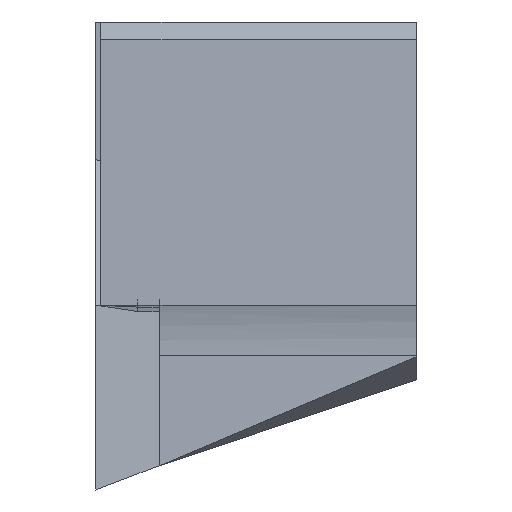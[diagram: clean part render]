
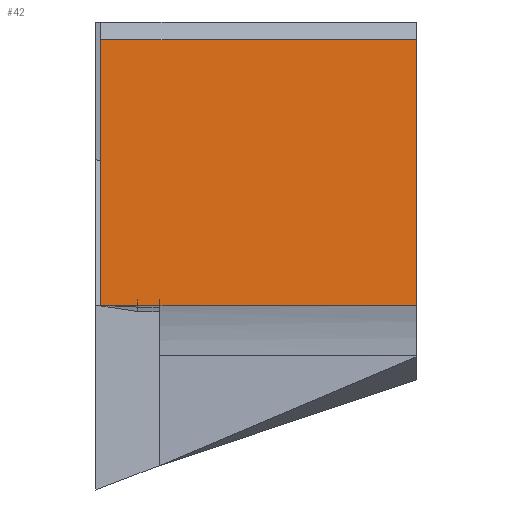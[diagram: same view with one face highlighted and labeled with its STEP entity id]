
A CAD part, left-side view. The second image highlights one B-rep face of the part: STEP entity #42.
In plain terms, the highlighted planar face has unit normal (-0.999, 0, 0.052).
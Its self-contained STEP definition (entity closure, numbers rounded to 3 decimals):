
#11 = VECTOR ( 'NONE', #102, 1000. ) ;
#42 = ADVANCED_FACE ( 'Defeature ausgef�hrt1_6', ( #498 ), #331, .F. ) ;
#70 = CARTESIAN_POINT ( 'NONE',  ( 0., -12., -35. ) ) ;
#82 = VERTEX_POINT ( 'NONE', #973 ) ;
#102 = DIRECTION ( 'NONE',  ( -0.052, 0., -0.999 ) ) ;
#200 = EDGE_CURVE ( 'Defeature ausgef�hrt1_20+Defeature ausgef�hrt1_6+Defeature ausgef�hrt1_3+Defeature ausgef�hrt1_18', #1181, #319, #260, .T. ) ;
#203 = VECTOR ( 'NONE', #893, 1000. ) ;
#260 = LINE ( 'NONE', #899, #203 ) ;
#319 = VERTEX_POINT ( 'NONE', #344 ) ;
#329 = DIRECTION ( 'NONE',  ( 0.999, 0., -0.052 ) ) ;
#331 = PLANE ( 'NONE',  #1081 ) ;
#344 = CARTESIAN_POINT ( 'NONE',  ( 0.882, -0.2, -18.166 ) ) ;
#347 = ORIENTED_EDGE ( 'NONE', *, *, #689, .F. ) ;
#356 = EDGE_CURVE ( 'Defeature ausgef�hrt1_6+Defeature ausgef�hrt1_3+Defeature ausgef�hrt1_20+Defeature ausgef�hrt1_8', #1181, #1047, #1195, .T. ) ;
#365 = ORIENTED_EDGE ( 'NONE', *, *, #356, .T. ) ;
#402 = ORIENTED_EDGE ( 'NONE', *, *, #200, .F. ) ;
#438 = EDGE_CURVE ( 'Defeature ausgef�hrt1_18+Defeature ausgef�hrt1_6+Defeature ausgef�hrt1_20+Defeature ausgef�hrt1_8', #319, #82, #769, .T. ) ;
#498 = FACE_OUTER_BOUND ( 'NONE', #791, .T. ) ;
#529 = VECTOR ( 'NONE', #555, 1000. ) ;
#538 = ORIENTED_EDGE ( 'NONE', *, *, #438, .F. ) ;
#555 = DIRECTION ( 'NONE',  ( 0., -1., 0. ) ) ;
#598 = CARTESIAN_POINT ( 'NONE',  ( 0.362, 130.318, -28.088 ) ) ;
#661 = CARTESIAN_POINT ( 'NONE',  ( 0.362, -12., -28.088 ) ) ;
#687 = CARTESIAN_POINT ( 'NONE',  ( 0.362, -0.2, -28.088 ) ) ;
#689 = EDGE_CURVE ( 'Defeature ausgef�hrt1_8+Defeature ausgef�hrt1_6+Defeature ausgef�hrt1_18+Defeature ausgef�hrt1_3', #82, #1047, #963, .T. ) ;
#769 = LINE ( 'NONE', #790, #529 ) ;
#790 = CARTESIAN_POINT ( 'NONE',  ( 0.882, -12., -18.166 ) ) ;
#791 = EDGE_LOOP ( 'NONE', ( #365, #347, #538, #402 ) ) ;
#887 = DIRECTION ( 'NONE',  ( 0.052, 0., 0.999 ) ) ;
#893 = DIRECTION ( 'NONE',  ( 0.052, 0., 0.999 ) ) ;
#899 = CARTESIAN_POINT ( 'NONE',  ( 2.096, -0.2, 5. ) ) ;
#943 = VECTOR ( 'NONE', #1161, 1000. ) ;
#963 = LINE ( 'NONE', #70, #11 ) ;
#973 = CARTESIAN_POINT ( 'NONE',  ( 0.882, -12., -18.166 ) ) ;
#1047 = VERTEX_POINT ( 'NONE', #661 ) ;
#1081 = AXIS2_PLACEMENT_3D ( 'NONE', #1086, #329, #887 ) ;
#1086 = CARTESIAN_POINT ( 'NONE',  ( 2.096, 130.318, 5. ) ) ;
#1161 = DIRECTION ( 'NONE',  ( 0., -1., 0. ) ) ;
#1181 = VERTEX_POINT ( 'NONE', #687 ) ;
#1195 = LINE ( 'NONE', #598, #943 ) ;
